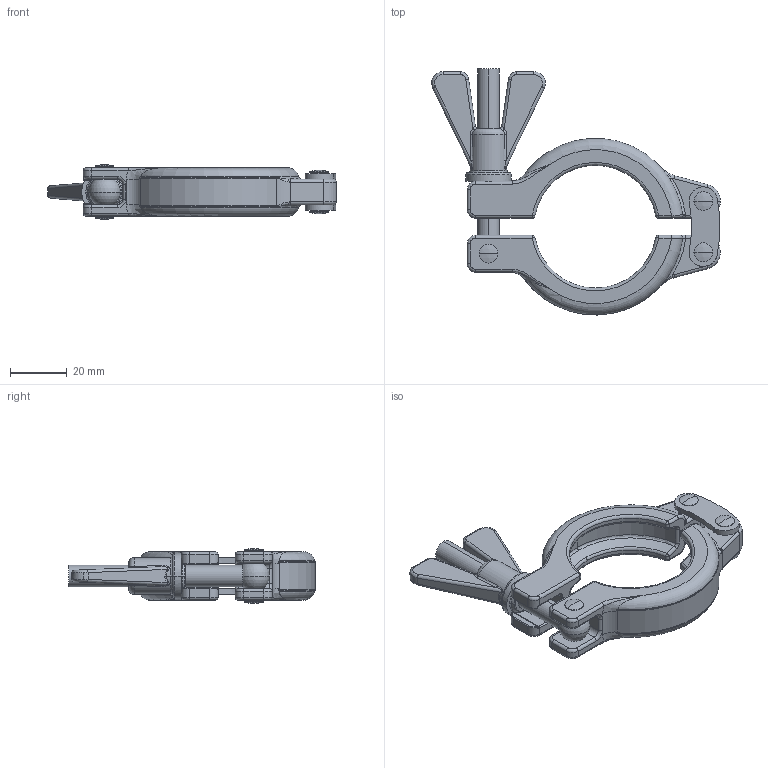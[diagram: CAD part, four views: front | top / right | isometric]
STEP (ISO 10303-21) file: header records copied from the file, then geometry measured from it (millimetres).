
FILE_DESCRIPTION (( 'STEP AP214' ), '1' );
FILE_NAME ('CL.SAF.0100.STEP', '2020-05-19T11:00:46', ( '' ), ( '' ), 'SwSTEP 2.0', 'SolidWorks 2020', '' );
FILE_SCHEMA (( 'AUTOMOTIVE_DESIGN' ));
Length unit declared in the file: millimetre
Products named in the file (1): CL.SAF.0100
Bounding box: 101.56 x 86.59 x 19.3 mm (x, y, z)
Volume: 33406.4 mm3; surface area: 17543.9 mm2
Topology: 3 solids, 3 shells, 439 faces, 1035 edges, 592 vertices
Faces by surface type: cylinder 165, torus 85, bspline 74, plane 65, sphere 36, cone 14
Entity records: 15733 total; most frequent: CARTESIAN_POINT 6037, DIRECTION 2101, ORIENTED_EDGE 2028, EDGE_CURVE 1014, AXIS2_PLACEMENT_3D 913, VERTEX_POINT 591, CIRCLE 547, EDGE_LOOP 463
